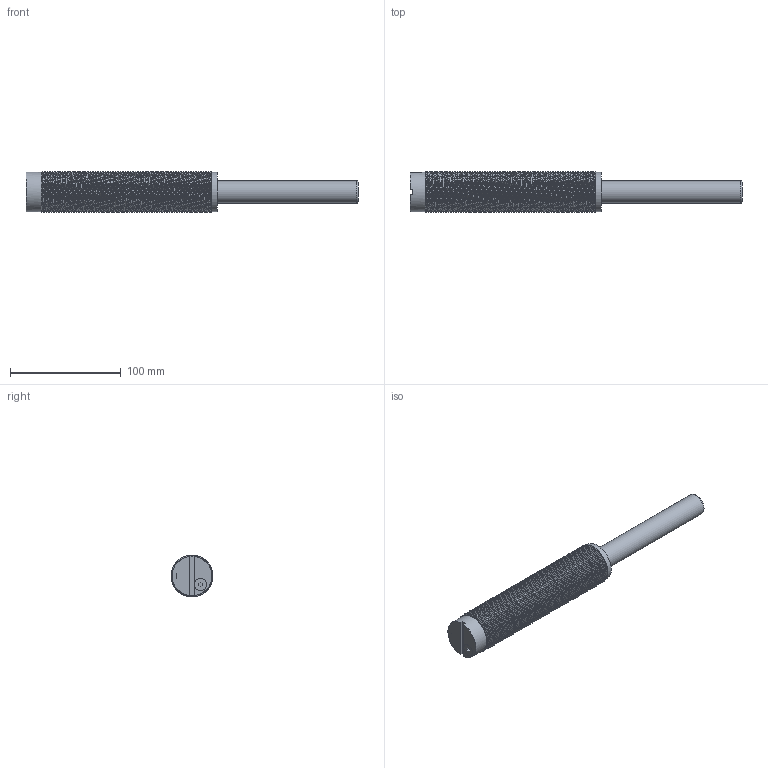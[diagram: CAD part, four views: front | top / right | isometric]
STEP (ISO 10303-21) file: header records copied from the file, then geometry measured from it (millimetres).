
FILE_DESCRIPTION(/* description */ ('STEP AP203'),/* implementation_level */ '2;1');
FILE_NAME(/* name */ 'P 00500_125 M38.stp',/* time_stamp */ '2019-03-25T10:28:29+03:00',/* author */ ('Doğan'),/* organization */ (''),/* preprocessor_version */ 'ST-DEVELOPER v17.2',/* originating_system */ 'Autodesk Inventor 2019',/* authorisation */ '');
FILE_SCHEMA (('AUTOMOTIVE_DESIGN { 1 0 10303 214 3 1 1 }'));
Length unit declared in the file: millimetre
Products named in the file (1): P 00500_125 M38
Bounding box: 300 x 37.6 x 37.6 mm (x, y, z)
Volume: 219607.6 mm3; surface area: 42045.9 mm2
Topology: 1 solids, 1 shells, 143 faces, 416 edges, 283 vertices
Faces by surface type: cylinder 111, plane 26, torus 2, cone 2, bspline 2
Full cylindrical faces by diameter (mm): 5 x1, 10 x1, 11 x2, 20 x1, 35.7 x2, 35.835 x102
Entity records: 17911 total; most frequent: CARTESIAN_POINT 14478, ORIENTED_EDGE 830, DIRECTION 520, EDGE_CURVE 415, VERTEX_POINT 283, B_SPLINE_CURVE_WITH_KNOTS 218, AXIS2_PLACEMENT_3D 182, LINE 156
